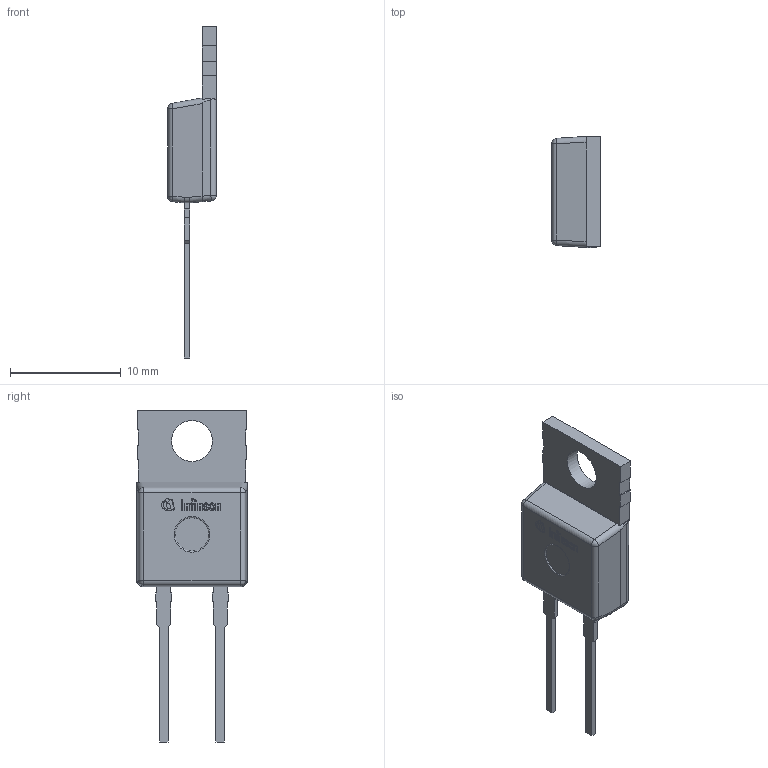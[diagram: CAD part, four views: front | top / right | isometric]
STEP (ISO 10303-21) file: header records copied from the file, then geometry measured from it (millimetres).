
FILE_DESCRIPTION(/* description */ (''),/* implementation_level */ '2;1');
FILE_NAME(/* name */ 'PG-TO220-2-1_Z8B00134411_V02_3D.stp',/* time_stamp */ '2020-03-02T13:00:17+06:00',/* author */ ('janartha'),/* organization */ (''),/* preprocessor_version */ 'ST-DEVELOPER v16.13',/* originating_system */ 'AutoCAD Mechanical',/* authorisation */ '');
FILE_SCHEMA (('AUTOMOTIVE_DESIGN { 1 0 10303 214 3 1 1 }'));
Length unit declared in the file: millimetre
Products named in the file (1): Product
Bounding box: 4.41 x 10 x 29.95 mm (x, y, z)
Volume: 473.1 mm3; surface area: 714.9 mm2
Topology: 16 solids, 16 shells, 230 faces, 576 edges, 379 vertices
Faces by surface type: plane 181, cylinder 22, bspline 20, sphere 6, torus 1
Full cylindrical faces by diameter (mm): 0.164 x1, 0.344 x1, 3.7 x1
Entity records: 6926 total; most frequent: CARTESIAN_POINT 1542, ORIENTED_EDGE 1142, DIRECTION 1011, EDGE_CURVE 571, LINE 469, VECTOR 469, VERTEX_POINT 378, AXIS2_PLACEMENT_3D 271
